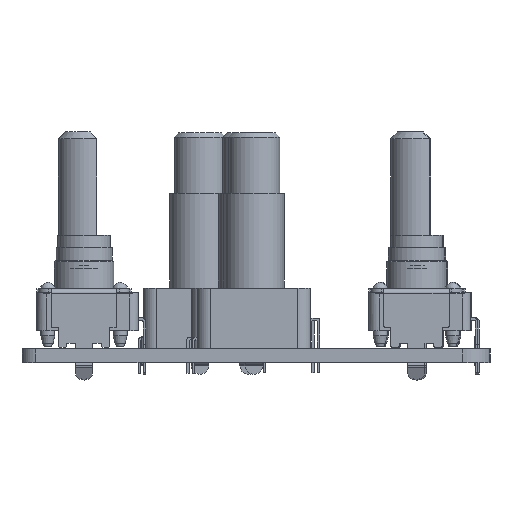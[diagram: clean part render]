
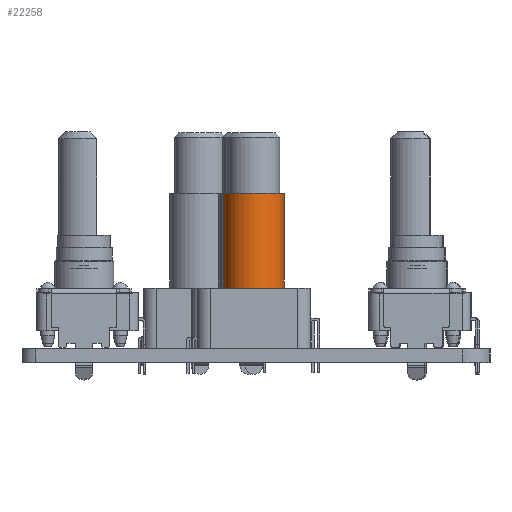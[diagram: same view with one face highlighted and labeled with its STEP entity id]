
A CAD part, left-side view. The second image highlights one B-rep face of the part: STEP entity #22258.
In plain terms, the highlighted cylindrical face has radius 3.5 mm (diameter 7 mm), a full revolution.
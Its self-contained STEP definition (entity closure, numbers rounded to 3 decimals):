
#16974 = PLANE('',#16975);
#16975 = AXIS2_PLACEMENT_3D('',#16976,#16977,#16978);
#16976 = CARTESIAN_POINT('',(10.989,3.5,7.069));
#16977 = DIRECTION('',(1.,0.,0.));
#16978 = DIRECTION('',(0.,1.,0.));
#19061 = PLANE('',#19062);
#19062 = AXIS2_PLACEMENT_3D('',#19063,#19064,#19065);
#19063 = CARTESIAN_POINT('',(-0.011,-5.1,2.369));
#19064 = DIRECTION('',(-1.,0.,0.));
#19065 = DIRECTION('',(0.,1.,0.));
#20427 = EDGE_CURVE('',#20428,#20428,#20430,.T.);
#20428 = VERTEX_POINT('',#20429);
#20429 = CARTESIAN_POINT('',(10.989,3.5,7.069));
#20430 = SURFACE_CURVE('',#20431,(#20436,#20443),.PCURVE_S1.);
#20431 = CIRCLE('',#20432,3.5);
#20432 = AXIS2_PLACEMENT_3D('',#20433,#20434,#20435);
#20433 = CARTESIAN_POINT('',(10.989,0.,
    7.069));
#20434 = DIRECTION('',(1.,0.,0.));
#20435 = DIRECTION('',(-0.,1.,0.));
#20436 = PCURVE('',#16974,#20437);
#20437 = DEFINITIONAL_REPRESENTATION('',(#20438),#20442);
#20438 = CIRCLE('',#20439,3.5);
#20439 = AXIS2_PLACEMENT_2D('',#20440,#20441);
#20440 = CARTESIAN_POINT('',(-3.5,0.));
#20441 = DIRECTION('',(1.,0.));
#20442 = ( GEOMETRIC_REPRESENTATION_CONTEXT(2) 
PARAMETRIC_REPRESENTATION_CONTEXT() REPRESENTATION_CONTEXT('2D SPACE',''
  ) );
#20443 = PCURVE('',#20444,#20449);
#20444 = CYLINDRICAL_SURFACE('',#20445,3.5);
#20445 = AXIS2_PLACEMENT_3D('',#20446,#20447,#20448);
#20446 = CARTESIAN_POINT('',(17.989,0.,7.069));
#20447 = DIRECTION('',(-1.,0.,-0.));
#20448 = DIRECTION('',(0.,1.,0.));
#20449 = DEFINITIONAL_REPRESENTATION('',(#20450),#20454);
#20450 = LINE('',#20451,#20452);
#20451 = CARTESIAN_POINT('',(6.283,7.));
#20452 = VECTOR('',#20453,1.);
#20453 = DIRECTION('',(-1.,0.));
#20454 = ( GEOMETRIC_REPRESENTATION_CONTEXT(2) 
PARAMETRIC_REPRESENTATION_CONTEXT() REPRESENTATION_CONTEXT('2D SPACE',''
  ) );
#22258 = ADVANCED_FACE('',(#22259),#20444,.T.);
#22259 = FACE_BOUND('',#22260,.T.);
#22260 = EDGE_LOOP('',(#22261,#22262,#22284,#22334,#22382));
#22261 = ORIENTED_EDGE('',*,*,#20427,.F.);
#22262 = ORIENTED_EDGE('',*,*,#22263,.T.);
#22263 = EDGE_CURVE('',#20428,#22264,#22266,.T.);
#22264 = VERTEX_POINT('',#22265);
#22265 = CARTESIAN_POINT('',(-0.011,3.5,7.069));
#22266 = SEAM_CURVE('',#22267,(#22270,#22277),.PCURVE_S1.);
#22267 = B_SPLINE_CURVE_WITH_KNOTS('',1,(#22268,#22269),.UNSPECIFIED.,
  .F.,.F.,(2,2),(7.,18.),
  .PIECEWISE_BEZIER_KNOTS.);
#22268 = CARTESIAN_POINT('',(10.989,3.5,7.069));
#22269 = CARTESIAN_POINT('',(-0.011,3.5,7.069));
#22270 = PCURVE('',#20444,#22271);
#22271 = DEFINITIONAL_REPRESENTATION('',(#22272),#22276);
#22272 = LINE('',#22273,#22274);
#22273 = CARTESIAN_POINT('',(6.283,0.));
#22274 = VECTOR('',#22275,1.);
#22275 = DIRECTION('',(0.,1.));
#22276 = ( GEOMETRIC_REPRESENTATION_CONTEXT(2) 
PARAMETRIC_REPRESENTATION_CONTEXT() REPRESENTATION_CONTEXT('2D SPACE',''
  ) );
#22277 = PCURVE('',#20444,#22278);
#22278 = DEFINITIONAL_REPRESENTATION('',(#22279),#22283);
#22279 = LINE('',#22280,#22281);
#22280 = CARTESIAN_POINT('',(0.,0.));
#22281 = VECTOR('',#22282,1.);
#22282 = DIRECTION('',(0.,1.));
#22283 = ( GEOMETRIC_REPRESENTATION_CONTEXT(2) 
PARAMETRIC_REPRESENTATION_CONTEXT() REPRESENTATION_CONTEXT('2D SPACE',''
  ) );
#22284 = ORIENTED_EDGE('',*,*,#22285,.T.);
#22285 = EDGE_CURVE('',#22264,#22286,#22288,.T.);
#22286 = VERTEX_POINT('',#22287);
#22287 = CARTESIAN_POINT('',(-0.011,-3.5,7.069));
#22288 = SURFACE_CURVE('',#22289,(#22294,#22323),.PCURVE_S1.);
#22289 = CIRCLE('',#22290,3.5);
#22290 = AXIS2_PLACEMENT_3D('',#22291,#22292,#22293);
#22291 = CARTESIAN_POINT('',(-0.011,0.,7.069));
#22292 = DIRECTION('',(1.,0.,0.));
#22293 = DIRECTION('',(0.,-1.,0.));
#22294 = PCURVE('',#20444,#22295);
#22295 = DEFINITIONAL_REPRESENTATION('',(#22296),#22322);
#22296 = B_SPLINE_CURVE_WITH_KNOTS('',3,(#22297,#22298,#22299,#22300,
    #22301,#22302,#22303,#22304,#22305,#22306,#22307,#22308,#22309,
    #22310,#22311,#22312,#22313,#22314,#22315,#22316,#22317,#22318,
    #22319,#22320,#22321),.UNSPECIFIED.,.F.,.F.,(4,1,1,1,1,1,1,1,1,1,1,1
    ,1,1,1,1,1,1,1,1,1,1,4),(0.,0.286,0.571,
    0.857,1.142,1.428,1.714,
    1.999,2.285,2.57,2.856,
    3.142,3.427,3.713,3.998,
    4.284,4.57,4.855,5.141,
    5.426,5.712,5.998,6.283),
  .QUASI_UNIFORM_KNOTS.);
#22297 = CARTESIAN_POINT('',(9.425,18.));
#22298 = CARTESIAN_POINT('',(9.33,18.));
#22299 = CARTESIAN_POINT('',(9.139,18.));
#22300 = CARTESIAN_POINT('',(8.854,18.));
#22301 = CARTESIAN_POINT('',(8.568,18.));
#22302 = CARTESIAN_POINT('',(8.282,18.));
#22303 = CARTESIAN_POINT('',(7.997,18.));
#22304 = CARTESIAN_POINT('',(7.711,18.));
#22305 = CARTESIAN_POINT('',(7.426,18.));
#22306 = CARTESIAN_POINT('',(7.14,18.));
#22307 = CARTESIAN_POINT('',(6.854,18.));
#22308 = CARTESIAN_POINT('',(6.569,18.));
#22309 = CARTESIAN_POINT('',(6.283,18.));
#22310 = CARTESIAN_POINT('',(5.998,18.));
#22311 = CARTESIAN_POINT('',(5.712,18.));
#22312 = CARTESIAN_POINT('',(5.426,18.));
#22313 = CARTESIAN_POINT('',(5.141,18.));
#22314 = CARTESIAN_POINT('',(4.855,18.));
#22315 = CARTESIAN_POINT('',(4.57,18.));
#22316 = CARTESIAN_POINT('',(4.284,18.));
#22317 = CARTESIAN_POINT('',(3.998,18.));
#22318 = CARTESIAN_POINT('',(3.713,18.));
#22319 = CARTESIAN_POINT('',(3.427,18.));
#22320 = CARTESIAN_POINT('',(3.237,18.));
#22321 = CARTESIAN_POINT('',(3.142,18.));
#22322 = ( GEOMETRIC_REPRESENTATION_CONTEXT(2) 
PARAMETRIC_REPRESENTATION_CONTEXT() REPRESENTATION_CONTEXT('2D SPACE',''
  ) );
#22323 = PCURVE('',#19061,#22324);
#22324 = DEFINITIONAL_REPRESENTATION('',(#22325),#22333);
#22325 = ( BOUNDED_CURVE() B_SPLINE_CURVE(2,(#22326,#22327,#22328,#22329
    ,#22330,#22331,#22332),.UNSPECIFIED.,.F.,.F.) 
B_SPLINE_CURVE_WITH_KNOTS((1,2,2,2,2,1),(-2.094,0.,
    2.094,4.189,6.283,8.378),
.UNSPECIFIED.) CURVE() GEOMETRIC_REPRESENTATION_ITEM() 
RATIONAL_B_SPLINE_CURVE((1.,0.5,1.,0.5,1.,0.5,1.)) REPRESENTATION_ITEM(
  '') );
#22326 = CARTESIAN_POINT('',(1.6,-4.7));
#22327 = CARTESIAN_POINT('',(1.6,1.362));
#22328 = CARTESIAN_POINT('',(6.85,-1.669));
#22329 = CARTESIAN_POINT('',(12.1,-4.7));
#22330 = CARTESIAN_POINT('',(6.85,-7.731));
#22331 = CARTESIAN_POINT('',(1.6,-10.762));
#22332 = CARTESIAN_POINT('',(1.6,-4.7));
#22333 = ( GEOMETRIC_REPRESENTATION_CONTEXT(2) 
PARAMETRIC_REPRESENTATION_CONTEXT() REPRESENTATION_CONTEXT('2D SPACE',''
  ) );
#22334 = ORIENTED_EDGE('',*,*,#22335,.T.);
#22335 = EDGE_CURVE('',#22286,#22264,#22336,.T.);
#22336 = SURFACE_CURVE('',#22337,(#22342,#22371),.PCURVE_S1.);
#22337 = CIRCLE('',#22338,3.5);
#22338 = AXIS2_PLACEMENT_3D('',#22339,#22340,#22341);
#22339 = CARTESIAN_POINT('',(-0.011,0.,7.069));
#22340 = DIRECTION('',(1.,0.,0.));
#22341 = DIRECTION('',(0.,-1.,0.));
#22342 = PCURVE('',#20444,#22343);
#22343 = DEFINITIONAL_REPRESENTATION('',(#22344),#22370);
#22344 = B_SPLINE_CURVE_WITH_KNOTS('',3,(#22345,#22346,#22347,#22348,
    #22349,#22350,#22351,#22352,#22353,#22354,#22355,#22356,#22357,
    #22358,#22359,#22360,#22361,#22362,#22363,#22364,#22365,#22366,
    #22367,#22368,#22369),.UNSPECIFIED.,.F.,.F.,(4,1,1,1,1,1,1,1,1,1,1,1
    ,1,1,1,1,1,1,1,1,1,1,4),(0.,0.286,0.571,
    0.857,1.142,1.428,1.714,
    1.999,2.285,2.57,2.856,
    3.142,3.427,3.713,3.998,
    4.284,4.57,4.855,5.141,
    5.426,5.712,5.998,6.283),
  .QUASI_UNIFORM_KNOTS.);
#22345 = CARTESIAN_POINT('',(3.142,18.));
#22346 = CARTESIAN_POINT('',(3.046,18.));
#22347 = CARTESIAN_POINT('',(2.856,18.));
#22348 = CARTESIAN_POINT('',(2.57,18.));
#22349 = CARTESIAN_POINT('',(2.285,18.));
#22350 = CARTESIAN_POINT('',(1.999,18.));
#22351 = CARTESIAN_POINT('',(1.714,18.));
#22352 = CARTESIAN_POINT('',(1.428,18.));
#22353 = CARTESIAN_POINT('',(1.142,18.));
#22354 = CARTESIAN_POINT('',(0.857,18.));
#22355 = CARTESIAN_POINT('',(0.571,18.));
#22356 = CARTESIAN_POINT('',(0.286,18.));
#22357 = CARTESIAN_POINT('',(0.,18.));
#22358 = CARTESIAN_POINT('',(-0.286,18.));
#22359 = CARTESIAN_POINT('',(-0.571,18.));
#22360 = CARTESIAN_POINT('',(-0.857,18.));
#22361 = CARTESIAN_POINT('',(-1.142,18.));
#22362 = CARTESIAN_POINT('',(-1.428,18.));
#22363 = CARTESIAN_POINT('',(-1.714,18.));
#22364 = CARTESIAN_POINT('',(-1.999,18.));
#22365 = CARTESIAN_POINT('',(-2.285,18.));
#22366 = CARTESIAN_POINT('',(-2.57,18.));
#22367 = CARTESIAN_POINT('',(-2.856,18.));
#22368 = CARTESIAN_POINT('',(-3.046,18.));
#22369 = CARTESIAN_POINT('',(-3.142,18.));
#22370 = ( GEOMETRIC_REPRESENTATION_CONTEXT(2) 
PARAMETRIC_REPRESENTATION_CONTEXT() REPRESENTATION_CONTEXT('2D SPACE',''
  ) );
#22371 = PCURVE('',#19061,#22372);
#22372 = DEFINITIONAL_REPRESENTATION('',(#22373),#22381);
#22373 = ( BOUNDED_CURVE() B_SPLINE_CURVE(2,(#22374,#22375,#22376,#22377
    ,#22378,#22379,#22380),.UNSPECIFIED.,.F.,.F.) 
B_SPLINE_CURVE_WITH_KNOTS((1,2,2,2,2,1),(-2.094,0.,
    2.094,4.189,6.283,8.378),
.UNSPECIFIED.) CURVE() GEOMETRIC_REPRESENTATION_ITEM() 
RATIONAL_B_SPLINE_CURVE((1.,0.5,1.,0.5,1.,0.5,1.)) REPRESENTATION_ITEM(
  '') );
#22374 = CARTESIAN_POINT('',(1.6,-4.7));
#22375 = CARTESIAN_POINT('',(1.6,1.362));
#22376 = CARTESIAN_POINT('',(6.85,-1.669));
#22377 = CARTESIAN_POINT('',(12.1,-4.7));
#22378 = CARTESIAN_POINT('',(6.85,-7.731));
#22379 = CARTESIAN_POINT('',(1.6,-10.762));
#22380 = CARTESIAN_POINT('',(1.6,-4.7));
#22381 = ( GEOMETRIC_REPRESENTATION_CONTEXT(2) 
PARAMETRIC_REPRESENTATION_CONTEXT() REPRESENTATION_CONTEXT('2D SPACE',''
  ) );
#22382 = ORIENTED_EDGE('',*,*,#22263,.F.);
